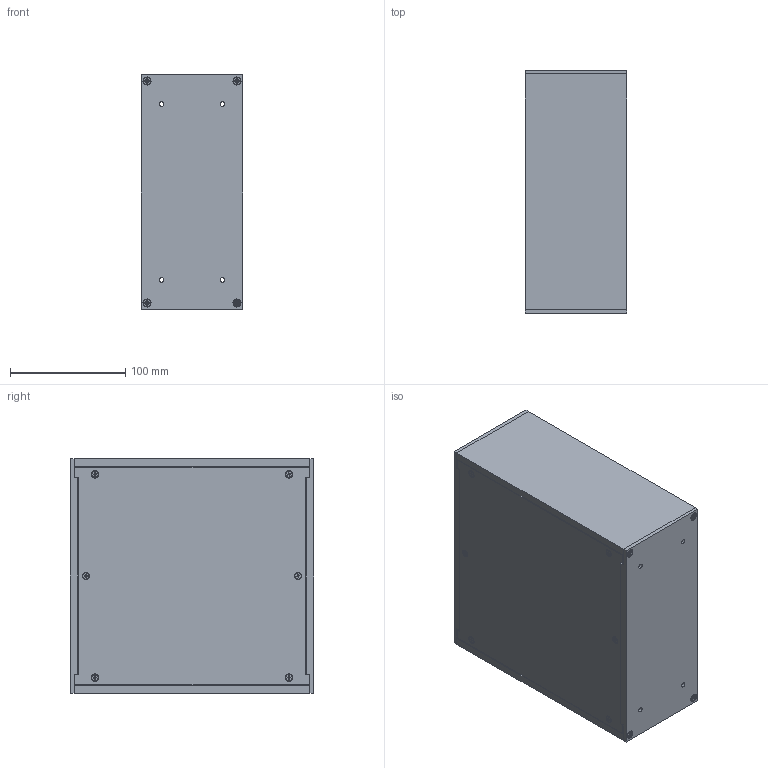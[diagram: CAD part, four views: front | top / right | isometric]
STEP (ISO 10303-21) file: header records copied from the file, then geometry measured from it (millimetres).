
FILE_DESCRIPTION (( 'STEP AP214' ), '1' );
FILE_NAME ('RM2U0808SBK.STEP', '2021-09-10T17:05:06', ( '' ), ( '' ), 'SwSTEP 2.0', 'SolidWorks 2021', '' );
FILE_SCHEMA (( 'AUTOMOTIVE_DESIGN' ));
Length unit declared in the file: inch
Products named in the file (1): RM2U0808SBK
Bounding box: 88.13 x 210.82 x 203.2 mm (x, y, z)
Volume: 429231.7 mm3; surface area: 361688.6 mm2
Topology: 39 solids, 39 shells, 1003 faces, 2698 edges, 1781 vertices
Faces by surface type: plane 478, cone 283, cylinder 158, bspline 84
Full cylindrical faces by diameter (mm): 2.5 x12, 2.845 x13, 3.5 x8, 3.505 x8, 3.962 x8, 4 x12, 4.3 x24, 5.429 x13, 6.045 x8
Entity records: 46681 total; most frequent: CARTESIAN_POINT 10462, ORIENTED_EDGE 4858, DIRECTION 4110, EDGE_CURVE 2429, VERTEX_POINT 1693, AXIS2_PLACEMENT_3D 1561, EDGE_LOOP 1320, FACE_OUTER_BOUND 1109
